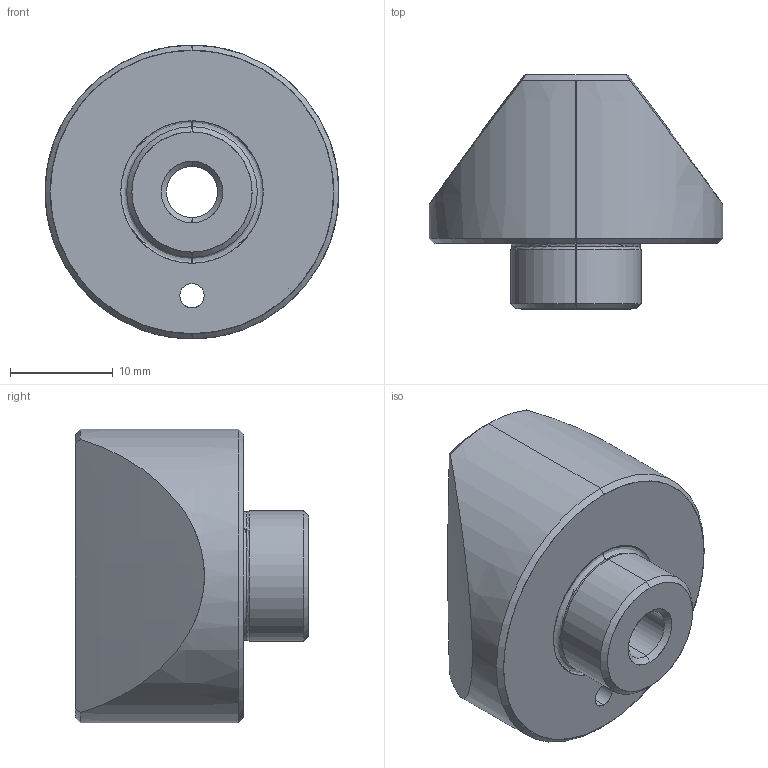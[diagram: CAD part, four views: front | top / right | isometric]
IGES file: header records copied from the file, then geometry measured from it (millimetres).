
Start section: SolidWorks IGES file using analytic representation for surfaces
Global section: file name: CS-1125.IGS; native system: SolidWorks 2010; preprocessor: SolidWorks 2010; author: C0878888; date: 120525.134236; units: inch
Bounding box: 28.57 x 22.73 x 28.57 mm (x, y, z)
Surface area: 3122.8 mm2 (no closed solid volume)
Topology: 0 solids, 0 shells, 29 faces, 499 edges, 499 vertices
Faces by surface type: revolution 21, bspline 8
